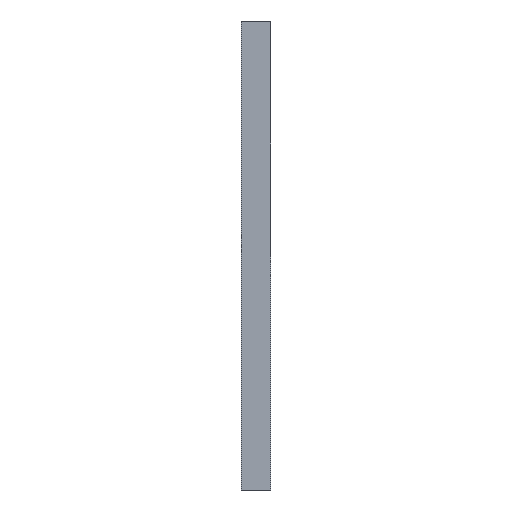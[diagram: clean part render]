
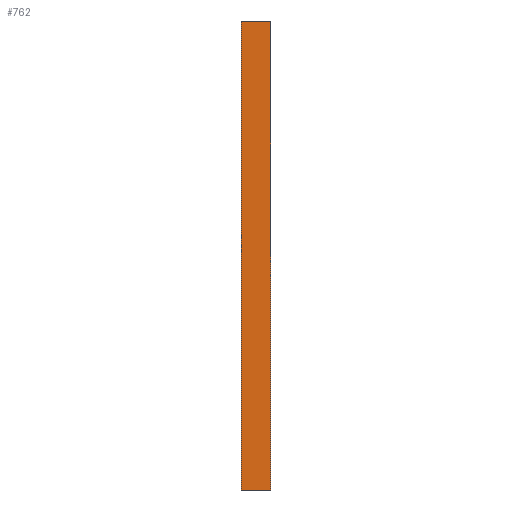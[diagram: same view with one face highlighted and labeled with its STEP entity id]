
A CAD part, left-side view. The second image highlights one B-rep face of the part: STEP entity #762.
In plain terms, the highlighted planar face has unit normal (-1, 0, 0).
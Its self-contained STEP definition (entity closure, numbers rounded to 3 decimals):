
#2 = ORIENTED_EDGE ( 'NONE', *, *, #578, .F. ) ;
#53 = EDGE_CURVE ( 'NONE', #419, #729, #1499, .T. ) ;
#86 = DIRECTION ( 'NONE',  ( 0., 0., 1. ) ) ;
#146 = VECTOR ( 'NONE', #1361, 1000. ) ;
#208 = CARTESIAN_POINT ( 'NONE',  ( -48.809, 5., -26.996 ) ) ;
#220 = FACE_OUTER_BOUND ( 'NONE', #301, .T. ) ;
#257 = CARTESIAN_POINT ( 'NONE',  ( -48.809, 5., -26.996 ) ) ;
#301 = EDGE_LOOP ( 'NONE', ( #1060, #520, #2, #1557 ) ) ;
#305 = DIRECTION ( 'NONE',  ( 0., 0., 1. ) ) ;
#419 = VERTEX_POINT ( 'NONE', #1487 ) ;
#429 = AXIS2_PLACEMENT_3D ( 'NONE', #1479, #722, #1126 ) ;
#448 = VECTOR ( 'NONE', #748, 1000. ) ;
#501 = VECTOR ( 'NONE', #86, 1000. ) ;
#520 = ORIENTED_EDGE ( 'NONE', *, *, #1592, .F. ) ;
#569 = EDGE_CURVE ( 'NONE', #729, #752, #883, .T. ) ;
#578 = EDGE_CURVE ( 'NONE', #419, #1139, #1325, .T. ) ;
#722 = DIRECTION ( 'NONE',  ( 1., 0., 0. ) ) ;
#729 = VERTEX_POINT ( 'NONE', #1210 ) ;
#730 = CARTESIAN_POINT ( 'NONE',  ( -48.809, 0., 53.004 ) ) ;
#748 = DIRECTION ( 'NONE',  ( 0., -1., 0. ) ) ;
#752 = VERTEX_POINT ( 'NONE', #730 ) ;
#762 = ADVANCED_FACE ( 'NONE', ( #220 ), #971, .F. ) ;
#867 = CARTESIAN_POINT ( 'NONE',  ( -48.809, 5., 53.004 ) ) ;
#883 = LINE ( 'NONE', #937, #1357 ) ;
#937 = CARTESIAN_POINT ( 'NONE',  ( -48.809, 0., -26.996 ) ) ;
#971 = PLANE ( 'NONE',  #429 ) ;
#990 = LINE ( 'NONE', #867, #146 ) ;
#1060 = ORIENTED_EDGE ( 'NONE', *, *, #569, .T. ) ;
#1126 = DIRECTION ( 'NONE',  ( 0., 0., -1. ) ) ;
#1132 = CARTESIAN_POINT ( 'NONE',  ( -48.809, 5., 53.004 ) ) ;
#1139 = VERTEX_POINT ( 'NONE', #1132 ) ;
#1210 = CARTESIAN_POINT ( 'NONE',  ( -48.809, 0., -26.996 ) ) ;
#1325 = LINE ( 'NONE', #208, #501 ) ;
#1357 = VECTOR ( 'NONE', #305, 1000. ) ;
#1361 = DIRECTION ( 'NONE',  ( 0., -1., 0. ) ) ;
#1479 = CARTESIAN_POINT ( 'NONE',  ( -48.809, 5., -26.996 ) ) ;
#1487 = CARTESIAN_POINT ( 'NONE',  ( -48.809, 5., -26.996 ) ) ;
#1499 = LINE ( 'NONE', #257, #448 ) ;
#1557 = ORIENTED_EDGE ( 'NONE', *, *, #53, .T. ) ;
#1592 = EDGE_CURVE ( 'NONE', #1139, #752, #990, .T. ) ;
